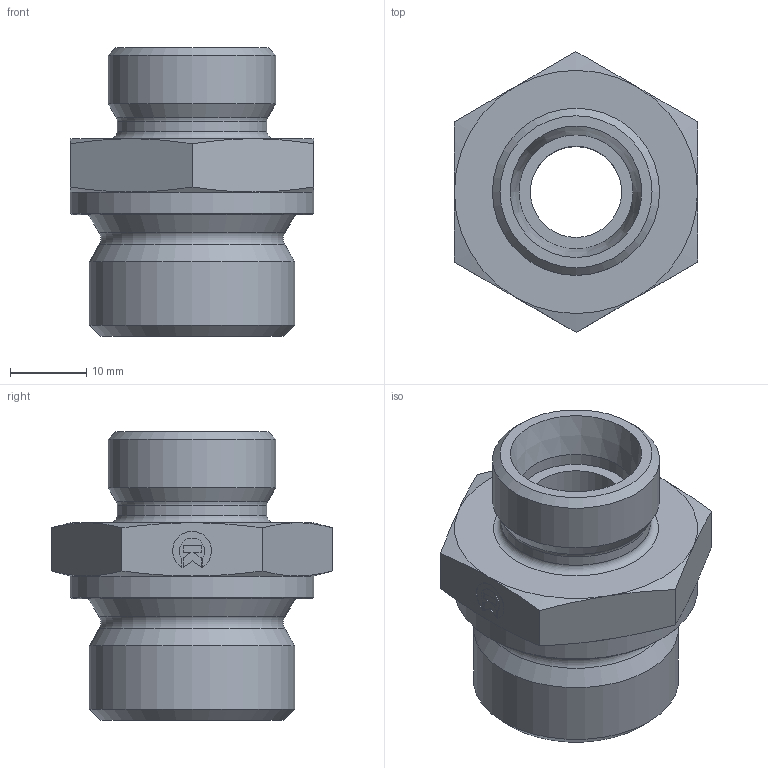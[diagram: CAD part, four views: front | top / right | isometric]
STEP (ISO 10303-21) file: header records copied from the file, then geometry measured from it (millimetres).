
FILE_DESCRIPTION((''),'2;1');
FILE_NAME('0141527222.stp','2014-09-18T15:35:24',(''),('KNOMI spol. s r. o.'),'Autodesk Inventor 2012','Autodesk Inventor 2012','');
FILE_SCHEMA(('AUTOMOTIVE_DESIGN { 1 2 10303 214 0 1 1 1 }'));
Length unit declared in the file: millimetre
Products named in the file (1): PHAM2  15LM27x2 M27x2/M22x1
Bounding box: 32.01 x 36.95 x 38 mm (x, y, z)
Volume: 16609.4 mm3; surface area: 6163.3 mm2
Topology: 1 solids, 1 shells, 74 faces, 175 edges, 110 vertices
Faces by surface type: plane 41, cone 20, cylinder 10, torus 3
Full cylindrical faces by diameter (mm): 12 x1, 15 x1, 19.7 x1, 22 x1, 27 x1, 32 x1
Entity records: 1994 total; most frequent: CARTESIAN_POINT 385, DIRECTION 322, ORIENTED_EDGE 310, EDGE_CURVE 155, AXIS2_PLACEMENT_3D 116, VERTEX_POINT 107, EDGE_LOOP 100, VECTOR 90
